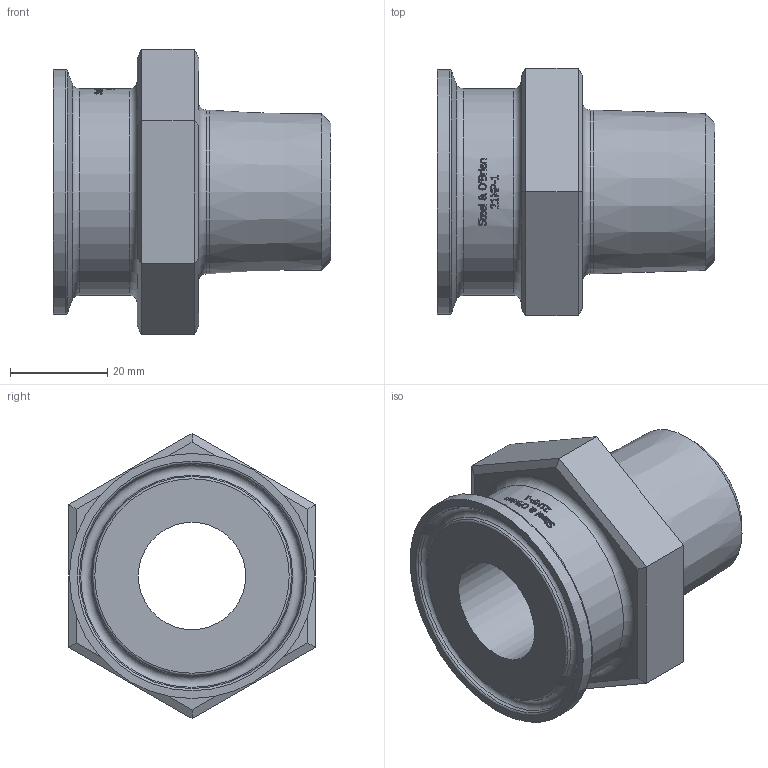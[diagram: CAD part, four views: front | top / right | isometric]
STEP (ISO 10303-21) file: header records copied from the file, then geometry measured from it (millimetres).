
FILE_DESCRIPTION(/* description */ (''),/* implementation_level */ '2;1');
FILE_NAME(/* name */ '21MP-1.stp',/* time_stamp */ '2019-01-31T09:27:35-05:00',/* author */ ('rick'),/* organization */ (''),/* preprocessor_version */ 'ST-DEVELOPER v15.2',/* originating_system */ 'Autodesk Inventor 2014',/* authorisation */ '');
FILE_SCHEMA (('AUTOMOTIVE_DESIGN { 1 0 10303 214 3 1 1 }'));
Length unit declared in the file: inch
Products named in the file (1): AAV01080
Bounding box: 57.15 x 50.8 x 58.66 mm (x, y, z)
Volume: 55557.4 mm3; surface area: 15661.8 mm2
Topology: 1 solids, 1 shells, 340 faces, 893 edges, 587 vertices
Faces by surface type: plane 154, bspline 140, cylinder 33, torus 8, cone 5
Full cylindrical faces by diameter (mm): 22.098 x1, 33.703 x1, 42.57 x1, 50.394 x1
Entity records: 13014 total; most frequent: CARTESIAN_POINT 5440, ORIENTED_EDGE 1752, DIRECTION 1167, EDGE_CURVE 876, VERTEX_POINT 587, LINE 427, VECTOR 427, EDGE_LOOP 391
